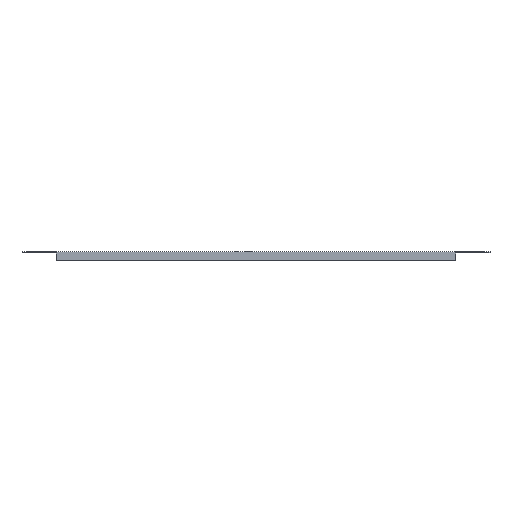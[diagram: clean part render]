
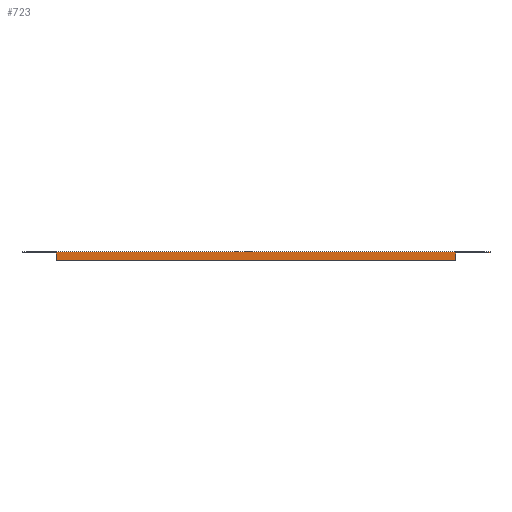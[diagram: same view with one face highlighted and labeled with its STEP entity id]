
A CAD part, front view. The second image highlights one B-rep face of the part: STEP entity #723.
In plain terms, the highlighted planar face has unit normal (0, -1, 0).
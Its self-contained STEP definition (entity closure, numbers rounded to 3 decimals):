
#25 = CARTESIAN_POINT ( 'NONE',  ( 272., -148.5, -1.5 ) ) ;
#67 = ORIENTED_EDGE ( 'NONE', *, *, #1016, .F. ) ;
#81 = DIRECTION ( 'NONE',  ( 0., -1., 0. ) ) ;
#84 = ORIENTED_EDGE ( 'NONE', *, *, #455, .T. ) ;
#101 = VECTOR ( 'NONE', #120, 1000. ) ;
#107 = DIRECTION ( 'NONE',  ( 1., 0., 0. ) ) ;
#109 = FACE_OUTER_BOUND ( 'NONE', #436, .T. ) ;
#120 = DIRECTION ( 'NONE',  ( 1., 0., 0. ) ) ;
#126 = LINE ( 'NONE', #840, #680 ) ;
#134 = VERTEX_POINT ( 'NONE', #653 ) ;
#142 = EDGE_CURVE ( 'NONE', #134, #560, #1116, .T. ) ;
#153 = ORIENTED_EDGE ( 'NONE', *, *, #712, .T. ) ;
#173 = EDGE_CURVE ( 'NONE', #950, #952, #1080, .T. ) ;
#179 = EDGE_CURVE ( 'NONE', #605, #1047, #465, .T. ) ;
#193 = CARTESIAN_POINT ( 'NONE',  ( 0., -148.5, -1.5 ) ) ;
#241 = VERTEX_POINT ( 'NONE', #772 ) ;
#261 = ORIENTED_EDGE ( 'NONE', *, *, #173, .T. ) ;
#276 = DIRECTION ( 'NONE',  ( 1., 0., 0. ) ) ;
#282 = AXIS2_PLACEMENT_3D ( 'NONE', #534, #81, #622 ) ;
#305 = CARTESIAN_POINT ( 'NONE',  ( 232., -148.5, -1.5 ) ) ;
#326 = LINE ( 'NONE', #688, #974 ) ;
#415 = CARTESIAN_POINT ( 'NONE',  ( 272., -148.5, -1.5 ) ) ;
#436 = EDGE_LOOP ( 'NONE', ( #780, #452, #965, #867, #67, #153, #261, #84 ) ) ;
#452 = ORIENTED_EDGE ( 'NONE', *, *, #916, .F. ) ;
#455 = EDGE_CURVE ( 'NONE', #952, #1047, #849, .T. ) ;
#460 = CARTESIAN_POINT ( 'NONE',  ( -232., -148.5, -1.5 ) ) ;
#465 = LINE ( 'NONE', #567, #1101 ) ;
#471 = DIRECTION ( 'NONE',  ( -1., 0., 0. ) ) ;
#526 = CARTESIAN_POINT ( 'NONE',  ( -232., -148.5, -10. ) ) ;
#534 = CARTESIAN_POINT ( 'NONE',  ( 0., -148.5, -1.5 ) ) ;
#555 = VECTOR ( 'NONE', #276, 1000. ) ;
#560 = VERTEX_POINT ( 'NONE', #526 ) ;
#567 = CARTESIAN_POINT ( 'NONE',  ( 0., -148.5, 0. ) ) ;
#603 = LINE ( 'NONE', #193, #555 ) ;
#604 = VECTOR ( 'NONE', #966, 1000. ) ;
#605 = VERTEX_POINT ( 'NONE', #788 ) ;
#622 = DIRECTION ( 'NONE',  ( 1., 0., 0. ) ) ;
#648 = CARTESIAN_POINT ( 'NONE',  ( 280.631, -148.5, -10. ) ) ;
#653 = CARTESIAN_POINT ( 'NONE',  ( -232., -148.5, -1.5 ) ) ;
#680 = VECTOR ( 'NONE', #936, 1000. ) ;
#688 = CARTESIAN_POINT ( 'NONE',  ( 232., -148.5, -1.5 ) ) ;
#712 = EDGE_CURVE ( 'NONE', #241, #950, #326, .T. ) ;
#715 = DIRECTION ( 'NONE',  ( 0., 0., 1. ) ) ;
#723 = ADVANCED_FACE ( 'NONE', ( #109 ), #808, .T. ) ;
#728 = EDGE_CURVE ( 'NONE', #964, #134, #603, .T. ) ;
#736 = VECTOR ( 'NONE', #1015, 1000. ) ;
#772 = CARTESIAN_POINT ( 'NONE',  ( 232., -148.5, -10. ) ) ;
#780 = ORIENTED_EDGE ( 'NONE', *, *, #179, .F. ) ;
#788 = CARTESIAN_POINT ( 'NONE',  ( -272., -148.5, 0. ) ) ;
#805 = VECTOR ( 'NONE', #471, 1000. ) ;
#808 = PLANE ( 'NONE',  #282 ) ;
#840 = CARTESIAN_POINT ( 'NONE',  ( -272., -148.5, -1.5 ) ) ;
#849 = LINE ( 'NONE', #415, #604 ) ;
#851 = CARTESIAN_POINT ( 'NONE',  ( -272., -148.5, -1.5 ) ) ;
#867 = ORIENTED_EDGE ( 'NONE', *, *, #142, .T. ) ;
#876 = LINE ( 'NONE', #648, #805 ) ;
#916 = EDGE_CURVE ( 'NONE', #964, #605, #126, .T. ) ;
#925 = CARTESIAN_POINT ( 'NONE',  ( 0., -148.5, -1.5 ) ) ;
#936 = DIRECTION ( 'NONE',  ( 0., 0., 1. ) ) ;
#950 = VERTEX_POINT ( 'NONE', #305 ) ;
#952 = VERTEX_POINT ( 'NONE', #25 ) ;
#964 = VERTEX_POINT ( 'NONE', #851 ) ;
#965 = ORIENTED_EDGE ( 'NONE', *, *, #728, .T. ) ;
#966 = DIRECTION ( 'NONE',  ( 0., 0., 1. ) ) ;
#974 = VECTOR ( 'NONE', #715, 1000. ) ;
#1015 = DIRECTION ( 'NONE',  ( 0., 0., -1. ) ) ;
#1016 = EDGE_CURVE ( 'NONE', #241, #560, #876, .T. ) ;
#1033 = CARTESIAN_POINT ( 'NONE',  ( 272., -148.5, 0. ) ) ;
#1047 = VERTEX_POINT ( 'NONE', #1033 ) ;
#1080 = LINE ( 'NONE', #925, #101 ) ;
#1101 = VECTOR ( 'NONE', #107, 1000. ) ;
#1116 = LINE ( 'NONE', #460, #736 ) ;
